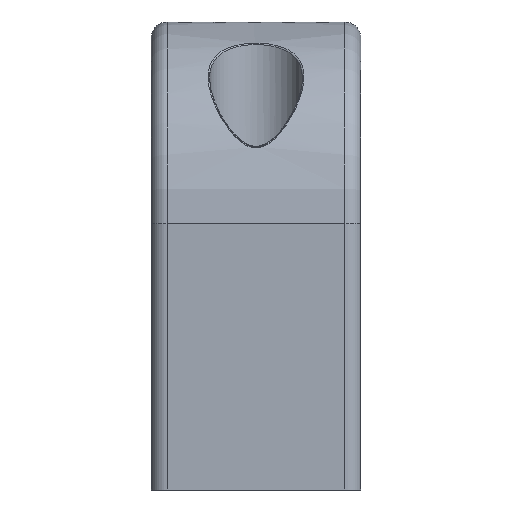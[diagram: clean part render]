
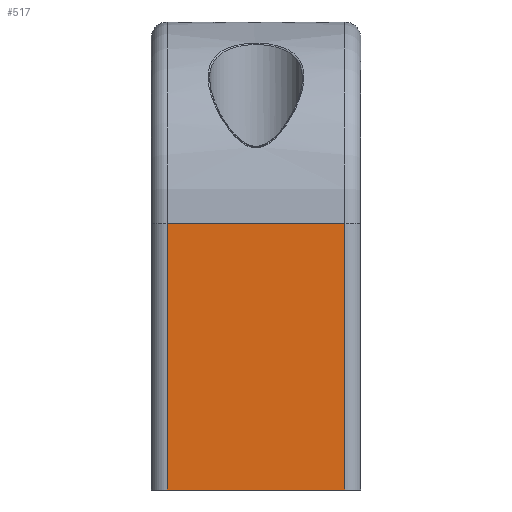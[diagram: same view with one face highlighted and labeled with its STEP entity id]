
A CAD part, front view. The second image highlights one B-rep face of the part: STEP entity #517.
In plain terms, the highlighted planar face has unit normal (0, -1, 0).
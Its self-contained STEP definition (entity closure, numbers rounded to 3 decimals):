
#517=ADVANCED_FACE('NONE',(#1096),#1097,.F.);
#1096=FACE_OUTER_BOUND('',#1978,.T.);
#1097=PLANE('',#1979);
#1978=EDGE_LOOP('',(#4346,#4347,#4348,#4349));
#1979=AXIS2_PLACEMENT_3D('',#4350,#4351,#4352);
#4346=ORIENTED_EDGE('',*,*,#5363,.T.);
#4347=ORIENTED_EDGE('',*,*,#5399,.F.);
#4348=ORIENTED_EDGE('',*,*,#5376,.F.);
#4349=ORIENTED_EDGE('',*,*,#5400,.F.);
#4350=CARTESIAN_POINT('',(13.0,-97.5,-25.0));
#4351=DIRECTION('',(0.0,1.0,0.0));
#4352=DIRECTION('',(1.0,0.0,-0.0));
#5363=EDGE_CURVE('NONE',#6356,#6357,#6358,.T.);
#5376=EDGE_CURVE('NONE',#6371,#6372,#6373,.T.);
#5399=EDGE_CURVE('NONE',#6372,#6357,#6408,.T.);
#5400=EDGE_CURVE('NONE',#6356,#6371,#6409,.T.);
#6356=VERTEX_POINT('NONE',#8444);
#6357=VERTEX_POINT('NONE',#8445);
#6358=LINE('',#8446,#8447);
#6371=VERTEX_POINT('NONE',#8614);
#6372=VERTEX_POINT('NONE',#8615);
#6373=LINE('',#8616,#8617);
#6408=LINE('',#8658,#8659);
#6409=LINE('',#8660,#8661);
#8444=CARTESIAN_POINT('',(11.0,-97.5,-25.0));
#8445=CARTESIAN_POINT('',(-11.0,-97.5,-25.0));
#8446=CARTESIAN_POINT('',(13.0,-97.5,-25.0));
#8447=VECTOR('',#9692,1000.0);
#8614=CARTESIAN_POINT('',(11.0,-97.5,-58.0));
#8615=CARTESIAN_POINT('',(-11.0,-97.5,-58.0));
#8616=CARTESIAN_POINT('',(13.0,-97.5,-58.0));
#8617=VECTOR('',#9705,1000.0);
#8658=CARTESIAN_POINT('',(-11.0,-97.5,-25.0));
#8659=VECTOR('',#9757,1000.0);
#8660=CARTESIAN_POINT('',(11.0,-97.5,-25.0));
#8661=VECTOR('',#9758,1000.0);
#9692=DIRECTION('',(-1.0,0.0,-0.0));
#9705=DIRECTION('',(-1.0,0.0,-0.0));
#9757=DIRECTION('',(0.0,0.0,1.0));
#9758=DIRECTION('',(-0.0,-0.0,-1.0));
